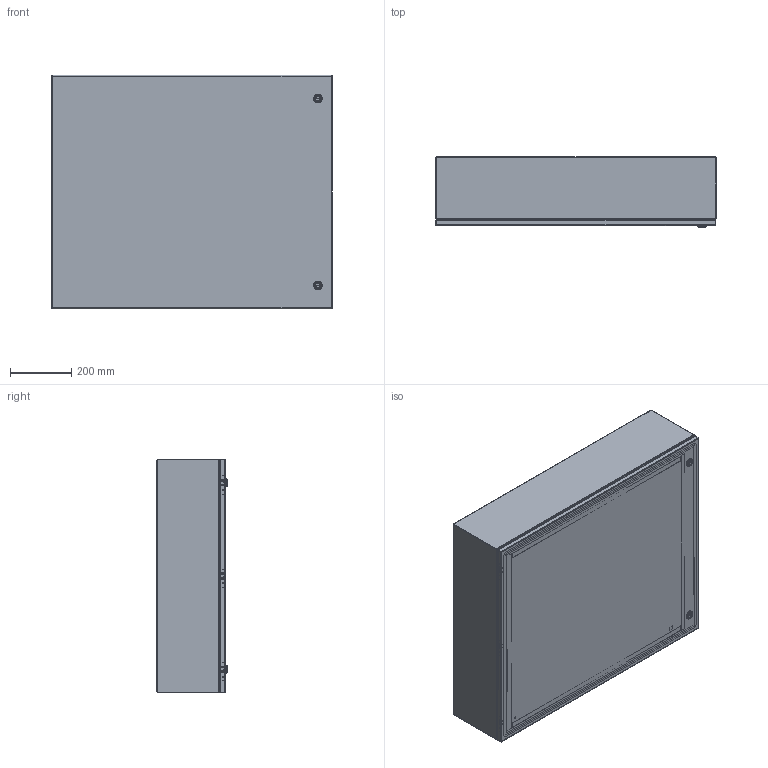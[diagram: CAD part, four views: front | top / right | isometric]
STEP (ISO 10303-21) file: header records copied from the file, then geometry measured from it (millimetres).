
FILE_DESCRIPTION (( 'STEP AP203' ), '1' );
FILE_NAME ('EN4SD30368LG_Default.step', '2019-11-14T21:00:01', ( '' ), ( '' ), 'SwSTEP 2.0', 'SolidWorks 2019', '' );
FILE_SCHEMA (( 'CONFIG_CONTROL_DESIGN' ));
Length unit declared in the file: inch
Products named in the file (1): EN4SD30368LG_Default
Bounding box: 914.4 x 228.52 x 762 mm (x, y, z)
Volume: 4456724.3 mm3; surface area: 4966429.7 mm2
Topology: 39 solids, 40 shells, 1153 faces, 2753 edges, 1709 vertices
Faces by surface type: plane 547, cylinder 383, bspline 163, torus 38, cone 22
Entity records: 39159 total; most frequent: CARTESIAN_POINT 13147, ORIENTED_EDGE 5452, DIRECTION 5255, EDGE_CURVE 2726, AXIS2_PLACEMENT_3D 1828, VERTEX_POINT 1709, LINE 1599, VECTOR 1599
